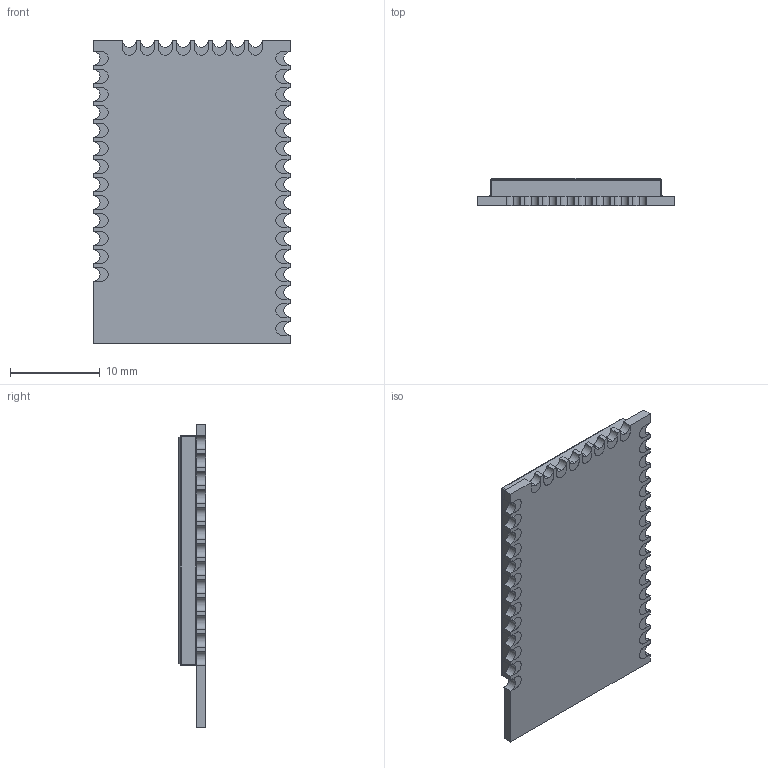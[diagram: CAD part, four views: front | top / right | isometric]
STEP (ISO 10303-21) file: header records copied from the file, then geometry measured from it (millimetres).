
FILE_DESCRIPTION (( 'STEP AP214' ), '1' );
FILE_NAME ('User Library-XBee SMT-1.STEP', '2017-01-30T21:18:52', ( 'Windows User' ), ( '' ), 'SwSTEP 2.0', 'SolidWorks 2017', '' );
FILE_SCHEMA (( 'AUTOMOTIVE_DESIGN' ));
Length unit declared in the file: inch
Products named in the file (1): User Library-XBee SMT-1
Bounding box: 22 x 3.06 x 33.78 mm (x, y, z)
Volume: 1715.5 mm3; surface area: 1733.5 mm2
Topology: 1 solids, 1 shells, 520 faces, 1425 edges, 908 vertices
Faces by surface type: plane 332, cylinder 175, sphere 9, torus 4
Entity records: 21651 total; most frequent: CARTESIAN_POINT 3254, ORIENTED_EDGE 2842, DIRECTION 2622, EDGE_CURVE 1421, LINE 998, VECTOR 998, VERTEX_POINT 908, AXIS2_PLACEMENT_3D 812
